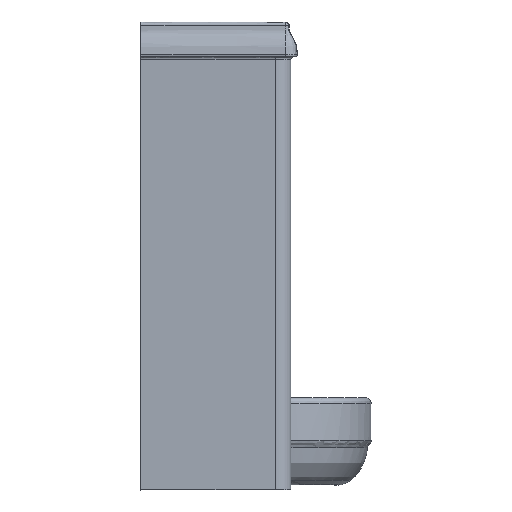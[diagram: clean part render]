
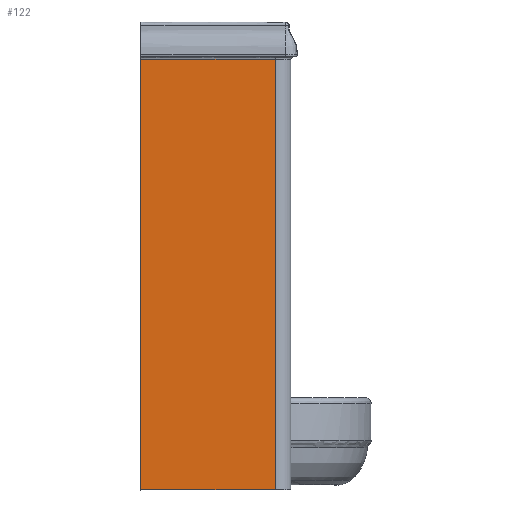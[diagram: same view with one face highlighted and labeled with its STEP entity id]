
A CAD part, left-side view. The second image highlights one B-rep face of the part: STEP entity #122.
In plain terms, the highlighted planar face has unit normal (-1, 0.028, 0).
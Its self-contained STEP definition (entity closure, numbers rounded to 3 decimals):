
#122=ADVANCED_FACE('',(#345),#3204,.T.);
#345=FACE_OUTER_BOUND('',#569,.T.);
#569=EDGE_LOOP('',(#1201,#1202,#1203,#1204));
#1201=ORIENTED_EDGE('',*,*,#2085,.T.);
#1202=ORIENTED_EDGE('',*,*,#2084,.T.);
#1203=ORIENTED_EDGE('',*,*,#2006,.F.);
#1204=ORIENTED_EDGE('',*,*,#2086,.F.);
#2006=EDGE_CURVE('',#3036,#3031,#2673,.T.);
#2084=EDGE_CURVE('',#3093,#3031,#2732,.T.);
#2085=EDGE_CURVE('',#3041,#3093,#2733,.T.);
#2086=EDGE_CURVE('',#3041,#3036,#2734,.T.);
#2673=B_SPLINE_CURVE_WITH_KNOTS('',1,(#37806,#37807),.UNSPECIFIED.,.F.,
 .F.,(2,2),(-579.898,0.),.UNSPECIFIED.);
#2732=B_SPLINE_CURVE_WITH_KNOTS('',1,(#38521,#38522),.UNSPECIFIED.,.F.,
 .F.,(2,2),(0.,180.797),.UNSPECIFIED.);
#2733=B_SPLINE_CURVE_WITH_KNOTS('',1,(#38523,#38524),.UNSPECIFIED.,.F.,
 .F.,(2,2),(0.,579.898),.UNSPECIFIED.);
#2734=B_SPLINE_CURVE_WITH_KNOTS('',1,(#38525,#38526),.UNSPECIFIED.,.F.,
 .F.,(2,2),(-180.797,0.),.UNSPECIFIED.);
#3031=VERTEX_POINT('',#35599);
#3036=VERTEX_POINT('',#35604);
#3041=VERTEX_POINT('',#35609);
#3093=VERTEX_POINT('',#35661);
#3204=PLANE('',#3447);
#3447=AXIS2_PLACEMENT_3D('',#19654,#3470,$);
#3470=DIRECTION('',(-1.,0.028,0.));
#19654=CARTESIAN_POINT('',(-242.04,19.305,-59.19));
#35599=CARTESIAN_POINT('',(-242.572,0.,579.898));
#35604=CARTESIAN_POINT('',(-242.572,0.,0.));
#35609=CARTESIAN_POINT('',(-247.552,-180.728,0.));
#35661=CARTESIAN_POINT('',(-247.552,-180.728,579.898));
#37806=CARTESIAN_POINT('',(-242.572,0.,0.));
#37807=CARTESIAN_POINT('',(-242.572,0.,579.898));
#38521=CARTESIAN_POINT('',(-247.552,-180.728,579.898));
#38522=CARTESIAN_POINT('',(-242.572,0.,579.898));
#38523=CARTESIAN_POINT('',(-247.552,-180.728,0.));
#38524=CARTESIAN_POINT('',(-247.552,-180.728,579.898));
#38525=CARTESIAN_POINT('',(-247.552,-180.728,0.));
#38526=CARTESIAN_POINT('',(-242.572,0.,0.));
